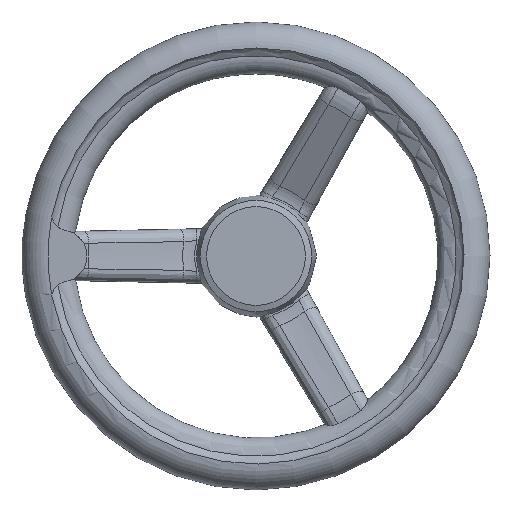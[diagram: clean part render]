
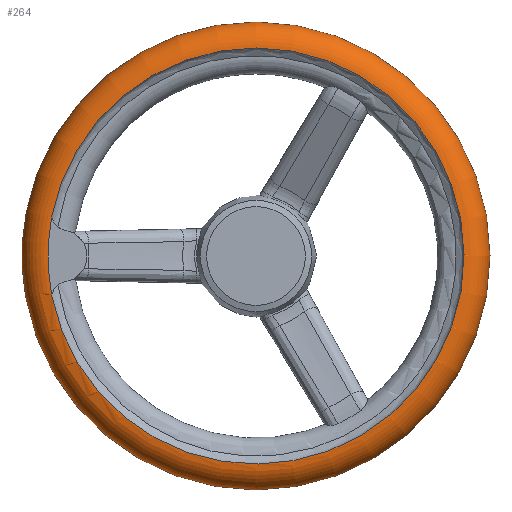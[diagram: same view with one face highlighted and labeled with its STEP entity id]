
A CAD part, left-side view. The second image highlights one B-rep face of the part: STEP entity #264.
In plain terms, the highlighted toroidal (fillet/blend) face has major radius 80 mm and minor radius 10 mm.
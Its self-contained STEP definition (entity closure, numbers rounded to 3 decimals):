
#155=TOROIDAL_SURFACE('',#1503,80.,10.);
#170=FACE_BOUND('',#454,.T.);
#171=FACE_BOUND('',#455,.T.);
#192=CIRCLE('',#1500,80.);
#193=CIRCLE('',#1501,80.);
#194=CIRCLE('',#1502,80.);
#264=ADVANCED_FACE('',(#170,#171),#155,.T.);
#454=EDGE_LOOP('',(#678));
#455=EDGE_LOOP('',(#679,#680));
#678=ORIENTED_EDGE('',*,*,#1231,.T.);
#679=ORIENTED_EDGE('',*,*,#1232,.F.);
#680=ORIENTED_EDGE('',*,*,#1233,.F.);
#1092=VERTEX_POINT('',#2260);
#1093=VERTEX_POINT('',#2262);
#1094=VERTEX_POINT('',#2263);
#1231=EDGE_CURVE('',#1092,#1092,#192,.T.);
#1232=EDGE_CURVE('',#1093,#1094,#193,.T.);
#1233=EDGE_CURVE('',#1094,#1093,#194,.T.);
#1500=AXIS2_PLACEMENT_3D('',#2259,#1655,#1656);
#1501=AXIS2_PLACEMENT_3D('',#2261,#1657,#1658);
#1502=AXIS2_PLACEMENT_3D('',#2264,#1659,#1660);
#1503=AXIS2_PLACEMENT_3D('',#2265,#1661,#1662);
#1655=DIRECTION('',(-1.,0.,0.));
#1656=DIRECTION('',(0.,0.,1.));
#1657=DIRECTION('',(-1.,0.,0.));
#1658=DIRECTION('',(0.,0.,1.));
#1659=DIRECTION('',(-1.,0.,0.));
#1660=DIRECTION('',(0.,0.,1.));
#1661=DIRECTION('',(-1.,0.,0.));
#1662=DIRECTION('',(0.,0.,1.));
#2259=CARTESIAN_POINT('',(340.181,182.886,0.));
#2260=CARTESIAN_POINT('',(340.181,182.886,80.));
#2261=CARTESIAN_POINT('',(320.181,182.886,0.));
#2262=CARTESIAN_POINT('',(320.181,261.467,15.));
#2263=CARTESIAN_POINT('',(320.181,261.467,-15.));
#2264=CARTESIAN_POINT('',(320.181,182.886,0.));
#2265=CARTESIAN_POINT('',(330.181,182.886,0.));
